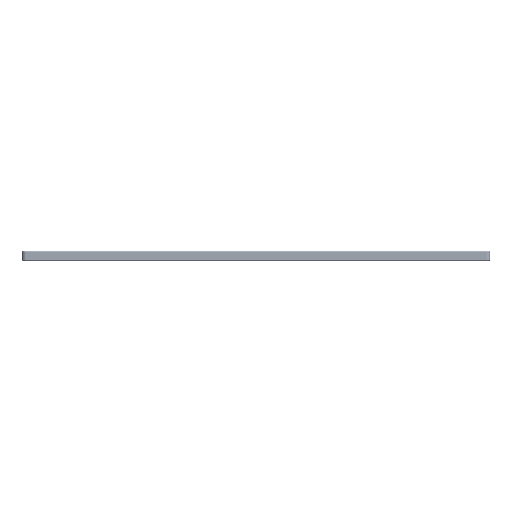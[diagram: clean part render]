
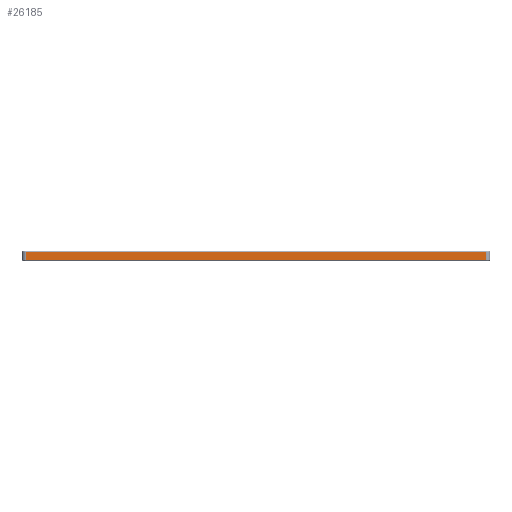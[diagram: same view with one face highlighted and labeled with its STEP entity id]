
A CAD part, left-side view. The second image highlights one B-rep face of the part: STEP entity #26185.
In plain terms, the highlighted planar face has unit normal (-1, 0, 0).
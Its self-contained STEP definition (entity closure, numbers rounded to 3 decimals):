
#4250 = LINE ( 'NONE', #49612, #70214 ) ;
#5395 = CARTESIAN_POINT ( 'NONE',  ( 0., 595., -2. ) ) ;
#5411 = LINE ( 'NONE', #5395, #76294 ) ;
#9595 = ORIENTED_EDGE ( 'NONE', *, *, #47901, .T. ) ;
#16473 = EDGE_CURVE ( 'NONE', #36782, #39795, #55005, .T. ) ;
#17215 = CARTESIAN_POINT ( 'NONE',  ( 0., 5., -2. ) ) ;
#17286 = CARTESIAN_POINT ( 'NONE',  ( 0., 0., -13. ) ) ;
#18068 = FACE_OUTER_BOUND ( 'NONE', #52614, .T. ) ;
#21190 = EDGE_CURVE ( 'NONE', #39795, #21236, #56206, .T. ) ;
#21236 = VERTEX_POINT ( 'NONE', #40663 ) ;
#26185 = ADVANCED_FACE ( 'NONE', ( #18068 ), #41614, .T. ) ;
#27689 = DIRECTION ( 'NONE',  ( 0., -1., 0. ) ) ;
#27960 = CARTESIAN_POINT ( 'NONE',  ( 0., 0., -11. ) ) ;
#35968 = AXIS2_PLACEMENT_3D ( 'NONE', #17286, #36316, #80224 ) ;
#36316 = DIRECTION ( 'NONE',  ( -1., 0., 0. ) ) ;
#36782 = VERTEX_POINT ( 'NONE', #70055 ) ;
#38307 = VECTOR ( 'NONE', #70922, 1000. ) ;
#39504 = VECTOR ( 'NONE', #27689, 1000. ) ;
#39795 = VERTEX_POINT ( 'NONE', #53482 ) ;
#40663 = CARTESIAN_POINT ( 'NONE',  ( 0., 5., -11. ) ) ;
#41614 = PLANE ( 'NONE',  #35968 ) ;
#42988 = EDGE_CURVE ( 'NONE', #51196, #36782, #5411, .T. ) ;
#47901 = EDGE_CURVE ( 'NONE', #21236, #51196, #4250, .T. ) ;
#49612 = CARTESIAN_POINT ( 'NONE',  ( 0., 5., -13. ) ) ;
#51196 = VERTEX_POINT ( 'NONE', #17215 ) ;
#52614 = EDGE_LOOP ( 'NONE', ( #9595, #73446, #65201, #67239 ) ) ;
#53482 = CARTESIAN_POINT ( 'NONE',  ( 0., 595., -11. ) ) ;
#55005 = LINE ( 'NONE', #58586, #38307 ) ;
#56206 = LINE ( 'NONE', #27960, #39504 ) ;
#58586 = CARTESIAN_POINT ( 'NONE',  ( 0., 595., -13. ) ) ;
#65201 = ORIENTED_EDGE ( 'NONE', *, *, #16473, .T. ) ;
#67239 = ORIENTED_EDGE ( 'NONE', *, *, #21190, .T. ) ;
#69096 = DIRECTION ( 'NONE',  ( 0., 0., 1. ) ) ;
#70055 = CARTESIAN_POINT ( 'NONE',  ( 0., 595., -2. ) ) ;
#70214 = VECTOR ( 'NONE', #69096, 1000. ) ;
#70922 = DIRECTION ( 'NONE',  ( 0., 0., -1. ) ) ;
#73446 = ORIENTED_EDGE ( 'NONE', *, *, #42988, .T. ) ;
#76294 = VECTOR ( 'NONE', #81294, 1000. ) ;
#80224 = DIRECTION ( 'NONE',  ( 0., 0., 1. ) ) ;
#81294 = DIRECTION ( 'NONE',  ( 0., 1., 0. ) ) ;
